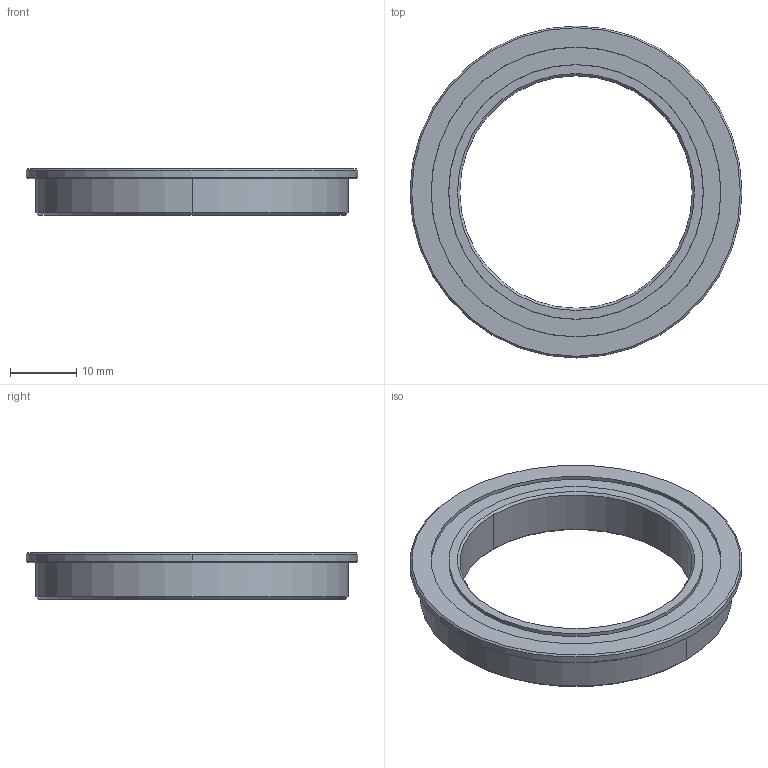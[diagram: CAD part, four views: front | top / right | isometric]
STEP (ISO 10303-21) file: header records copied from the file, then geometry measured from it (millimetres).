
FILE_DESCRIPTION (( 'STEP AP203' ), '1' );
FILE_NAME ('REV-29-3295.STEP', '2024-01-02T22:46:30', ( '' ), ( '' ), 'SwSTEP 2.0', 'SolidWorks 2022', '' );
FILE_SCHEMA (( 'CONFIG_CONTROL_DESIGN' ));
Length unit declared in the file: millimetre
Products named in the file (1): REV-29-3295
Bounding box: 50 x 50 x 7 mm (x, y, z)
Volume: 3859.1 mm3; surface area: 7470 mm2
Topology: 23 solids, 23 shells, 85 faces, 227 edges, 151 vertices
Faces by surface type: sphere 38, cylinder 22, cone 10, plane 9, torus 6
Entity records: 2039 total; most frequent: DIRECTION 404, CARTESIAN_POINT 312, ORIENTED_EDGE 264, AXIS2_PLACEMENT_3D 186, EDGE_CURVE 132, CIRCLE 100, VERTEX_POINT 94, EDGE_LOOP 94
